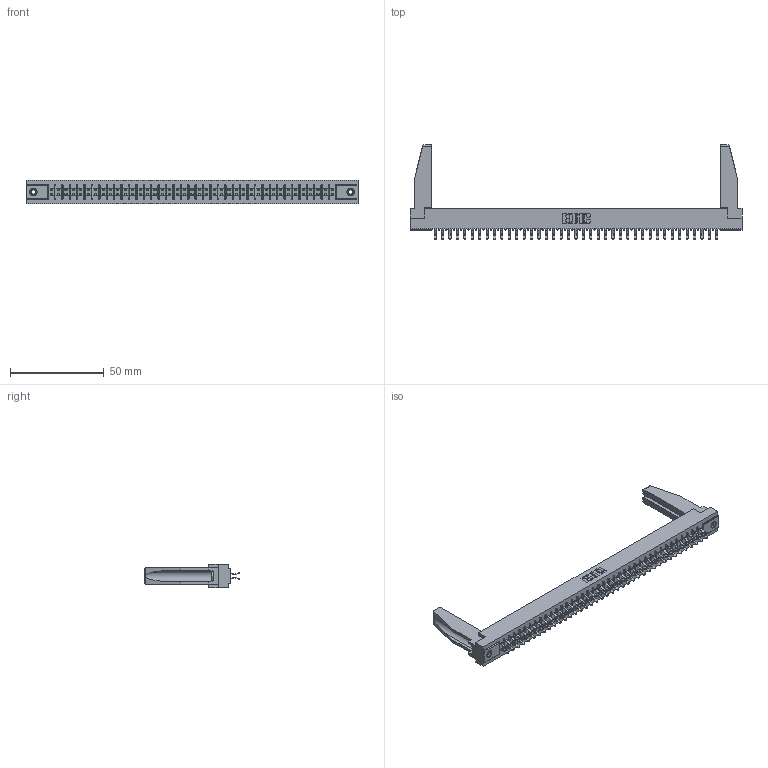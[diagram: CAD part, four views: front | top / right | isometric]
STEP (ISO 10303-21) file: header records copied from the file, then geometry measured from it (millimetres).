
FILE_DESCRIPTION (( 'STEP AP203' ), '1' );
FILE_NAME ('305-078-556-278.STEP', '2019-09-10T09:24:23', ( '' ), ( '' ), 'SwSTEP 2.0', 'SolidWorks 2016', '' );
FILE_SCHEMA (( 'CONFIG_CONTROL_DESIGN' ));
Length unit declared in the file: inch
Products named in the file (5): 307-220-078; 305-290-001_556; 345-250-001_345-250-001-102; 305-078-556-278; 305 Part_.156 Dia
Assembly tree (83 placements, depth 2):
  305-078-556-278
    305 Part_.156 Dia
    305-290-001_556  x78
    345-250-001_345-250-001-102  x2
    307-220-078  x2
Bounding box: 177.55 x 50.67 x 12.7 mm (x, y, z)
Volume: 22479.7 mm3; surface area: 27314.7 mm2
Topology: 83 solids, 83 shells, 4614 faces, 13243 edges, 8610 vertices
Faces by surface type: plane 2570, cylinder 1872, sphere 156, cone 12, torus 4
Entity records: 45253 total; most frequent: CARTESIAN_POINT 7497, ORIENTED_EDGE 7400, DIRECTION 7216, EDGE_CURVE 3700, LINE 2982, VECTOR 2982, VERTEX_POINT 2356, AXIS2_PLACEMENT_3D 2117
